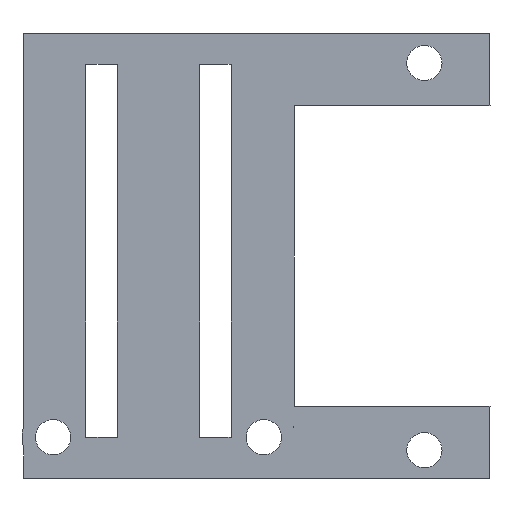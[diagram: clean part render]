
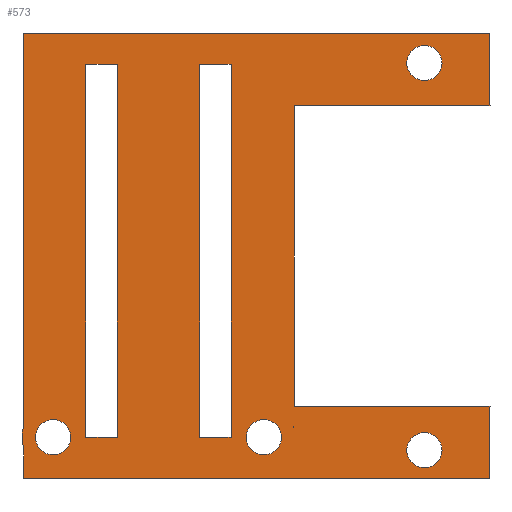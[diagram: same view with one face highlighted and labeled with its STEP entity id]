
A CAD part, front view. The second image highlights one B-rep face of the part: STEP entity #573.
In plain terms, the highlighted planar face has unit normal (0, -1, 0).
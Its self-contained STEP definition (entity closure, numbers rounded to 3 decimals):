
#21=FACE_BOUND('',#65,.T.);
#22=FACE_BOUND('',#66,.T.);
#23=FACE_BOUND('',#67,.T.);
#24=FACE_BOUND('',#68,.T.);
#25=FACE_BOUND('',#69,.T.);
#26=FACE_BOUND('',#70,.T.);
#27=FACE_BOUND('',#71,.T.);
#35=FACE_OUTER_BOUND('',#64,.T.);
#64=EDGE_LOOP('',(#388,#389,#390,#391,#392,#393,#394,#395,#396,#397));
#65=EDGE_LOOP('',(#398));
#66=EDGE_LOOP('',(#399));
#67=EDGE_LOOP('',(#400,#401,#402,#403));
#68=EDGE_LOOP('',(#404,#405,#406,#407));
#69=EDGE_LOOP('',(#408));
#70=EDGE_LOOP('',(#409));
#71=EDGE_LOOP('',(#410,#411,#412));
#107=CIRCLE('',#605,3.);
#108=CIRCLE('',#606,1.7);
#109=CIRCLE('',#607,1.7);
#110=CIRCLE('',#608,1.7);
#111=CIRCLE('',#609,1.7);
#112=CIRCLE('',#610,3.);
#123=LINE('',#810,#188);
#124=LINE('',#812,#189);
#125=LINE('',#814,#190);
#126=LINE('',#816,#191);
#127=LINE('',#820,#192);
#128=LINE('',#822,#193);
#129=LINE('',#824,#194);
#130=LINE('',#826,#195);
#131=LINE('',#827,#196);
#132=LINE('',#834,#197);
#133=LINE('',#836,#198);
#134=LINE('',#838,#199);
#135=LINE('',#839,#200);
#136=LINE('',#842,#201);
#137=LINE('',#844,#202);
#138=LINE('',#846,#203);
#139=LINE('',#847,#204);
#140=LINE('',#854,#205);
#141=LINE('',#857,#206);
#188=VECTOR('',#653,10.);
#189=VECTOR('',#654,10.);
#190=VECTOR('',#655,10.);
#191=VECTOR('',#656,10.);
#192=VECTOR('',#659,10.);
#193=VECTOR('',#660,10.);
#194=VECTOR('',#661,10.);
#195=VECTOR('',#662,10.);
#196=VECTOR('',#663,10.);
#197=VECTOR('',#668,10.);
#198=VECTOR('',#669,10.);
#199=VECTOR('',#670,10.);
#200=VECTOR('',#671,10.);
#201=VECTOR('',#672,10.);
#202=VECTOR('',#673,10.);
#203=VECTOR('',#674,10.);
#204=VECTOR('',#675,10.);
#205=VECTOR('',#680,10.);
#206=VECTOR('',#683,10.);
#253=VERTEX_POINT('',#808);
#254=VERTEX_POINT('',#809);
#255=VERTEX_POINT('',#811);
#256=VERTEX_POINT('',#813);
#257=VERTEX_POINT('',#815);
#258=VERTEX_POINT('',#817);
#259=VERTEX_POINT('',#819);
#260=VERTEX_POINT('',#821);
#261=VERTEX_POINT('',#823);
#262=VERTEX_POINT('',#825);
#263=VERTEX_POINT('',#828);
#264=VERTEX_POINT('',#830);
#265=VERTEX_POINT('',#832);
#266=VERTEX_POINT('',#833);
#267=VERTEX_POINT('',#835);
#268=VERTEX_POINT('',#837);
#269=VERTEX_POINT('',#840);
#270=VERTEX_POINT('',#841);
#271=VERTEX_POINT('',#843);
#272=VERTEX_POINT('',#845);
#273=VERTEX_POINT('',#848);
#274=VERTEX_POINT('',#850);
#275=VERTEX_POINT('',#852);
#276=VERTEX_POINT('',#853);
#277=VERTEX_POINT('',#855);
#307=EDGE_CURVE('',#253,#254,#123,.T.);
#308=EDGE_CURVE('',#255,#254,#124,.T.);
#309=EDGE_CURVE('',#256,#255,#125,.T.);
#310=EDGE_CURVE('',#256,#257,#126,.T.);
#311=EDGE_CURVE('',#257,#258,#107,.T.);
#312=EDGE_CURVE('',#258,#259,#127,.T.);
#313=EDGE_CURVE('',#259,#260,#128,.T.);
#314=EDGE_CURVE('',#261,#260,#129,.T.);
#315=EDGE_CURVE('',#261,#262,#130,.T.);
#316=EDGE_CURVE('',#253,#262,#131,.T.);
#317=EDGE_CURVE('',#263,#263,#108,.T.);
#318=EDGE_CURVE('',#264,#264,#109,.T.);
#319=EDGE_CURVE('',#265,#266,#132,.T.);
#320=EDGE_CURVE('',#266,#267,#133,.T.);
#321=EDGE_CURVE('',#267,#268,#134,.T.);
#322=EDGE_CURVE('',#268,#265,#135,.T.);
#323=EDGE_CURVE('',#269,#270,#136,.T.);
#324=EDGE_CURVE('',#270,#271,#137,.T.);
#325=EDGE_CURVE('',#271,#272,#138,.T.);
#326=EDGE_CURVE('',#272,#269,#139,.T.);
#327=EDGE_CURVE('',#273,#273,#110,.T.);
#328=EDGE_CURVE('',#274,#274,#111,.T.);
#329=EDGE_CURVE('',#275,#276,#140,.T.);
#330=EDGE_CURVE('',#275,#277,#112,.T.);
#331=EDGE_CURVE('',#277,#276,#141,.T.);
#388=ORIENTED_EDGE('',*,*,#307,.T.);
#389=ORIENTED_EDGE('',*,*,#308,.F.);
#390=ORIENTED_EDGE('',*,*,#309,.F.);
#391=ORIENTED_EDGE('',*,*,#310,.T.);
#392=ORIENTED_EDGE('',*,*,#311,.T.);
#393=ORIENTED_EDGE('',*,*,#312,.T.);
#394=ORIENTED_EDGE('',*,*,#313,.T.);
#395=ORIENTED_EDGE('',*,*,#314,.F.);
#396=ORIENTED_EDGE('',*,*,#315,.T.);
#397=ORIENTED_EDGE('',*,*,#316,.F.);
#398=ORIENTED_EDGE('',*,*,#317,.T.);
#399=ORIENTED_EDGE('',*,*,#318,.T.);
#400=ORIENTED_EDGE('',*,*,#319,.T.);
#401=ORIENTED_EDGE('',*,*,#320,.T.);
#402=ORIENTED_EDGE('',*,*,#321,.T.);
#403=ORIENTED_EDGE('',*,*,#322,.T.);
#404=ORIENTED_EDGE('',*,*,#323,.T.);
#405=ORIENTED_EDGE('',*,*,#324,.T.);
#406=ORIENTED_EDGE('',*,*,#325,.T.);
#407=ORIENTED_EDGE('',*,*,#326,.T.);
#408=ORIENTED_EDGE('',*,*,#327,.T.);
#409=ORIENTED_EDGE('',*,*,#328,.T.);
#410=ORIENTED_EDGE('',*,*,#329,.F.);
#411=ORIENTED_EDGE('',*,*,#330,.T.);
#412=ORIENTED_EDGE('',*,*,#331,.T.);
#550=PLANE('',#604);
#573=ADVANCED_FACE('',(#35,#21,#22,#23,#24,#25,#26,#27),#550,.F.);
#604=AXIS2_PLACEMENT_3D('',#807,#651,#652);
#605=AXIS2_PLACEMENT_3D('',#818,#657,#658);
#606=AXIS2_PLACEMENT_3D('',#829,#664,#665);
#607=AXIS2_PLACEMENT_3D('',#831,#666,#667);
#608=AXIS2_PLACEMENT_3D('',#849,#676,#677);
#609=AXIS2_PLACEMENT_3D('',#851,#678,#679);
#610=AXIS2_PLACEMENT_3D('',#856,#681,#682);
#651=DIRECTION('center_axis',(0.,1.,0.));
#652=DIRECTION('ref_axis',(0.,0.,1.));
#653=DIRECTION('',(1.,0.,0.));
#654=DIRECTION('',(0.,0.,-1.));
#655=DIRECTION('',(1.,0.,0.));
#656=DIRECTION('',(0.,0.,-1.));
#657=DIRECTION('center_axis',(0.,-1.,0.));
#658=DIRECTION('ref_axis',(0.,0.,1.));
#659=DIRECTION('',(0.,0.,-1.));
#660=DIRECTION('',(1.,0.,0.));
#661=DIRECTION('',(0.,0.,-1.));
#662=DIRECTION('',(-1.,0.,0.));
#663=DIRECTION('',(0.,0.,-1.));
#664=DIRECTION('center_axis',(0.,1.,0.));
#665=DIRECTION('ref_axis',(-1.,0.,0.));
#666=DIRECTION('center_axis',(0.,1.,0.));
#667=DIRECTION('ref_axis',(-1.,0.,0.));
#668=DIRECTION('',(0.,0.,1.));
#669=DIRECTION('',(1.,0.,0.));
#670=DIRECTION('',(0.,0.,-1.));
#671=DIRECTION('',(-1.,0.,0.));
#672=DIRECTION('',(0.,0.,1.));
#673=DIRECTION('',(1.,0.,0.));
#674=DIRECTION('',(0.,0.,-1.));
#675=DIRECTION('',(-1.,0.,0.));
#676=DIRECTION('center_axis',(0.,1.,0.));
#677=DIRECTION('ref_axis',(0.,0.,1.));
#678=DIRECTION('center_axis',(0.,1.,0.));
#679=DIRECTION('ref_axis',(0.,0.,1.));
#680=DIRECTION('',(0.,0.,1.));
#681=DIRECTION('center_axis',(0.,-1.,0.));
#682=DIRECTION('ref_axis',(0.,0.,1.));
#683=DIRECTION('',(1.,0.,0.));
#807=CARTESIAN_POINT('Origin',(-70.025,4.,-56.1));
#808=CARTESIAN_POINT('',(-56.925,4.,-42.09));
#809=CARTESIAN_POINT('',(-38.025,4.,-42.09));
#810=CARTESIAN_POINT('',(-55.275,4.,-42.09));
#811=CARTESIAN_POINT('',(-38.025,4.,-35.1));
#812=CARTESIAN_POINT('',(-38.025,4.,-38.09));
#813=CARTESIAN_POINT('',(-83.025,4.,-35.1));
#814=CARTESIAN_POINT('',(-57.025,4.,-35.1));
#815=CARTESIAN_POINT('',(-83.025,4.,-73.09));
#816=CARTESIAN_POINT('',(-83.025,4.,-38.1));
#817=CARTESIAN_POINT('',(-83.025,4.,-75.11));
#818=CARTESIAN_POINT('Origin',(-80.2,4.,-74.1));
#819=CARTESIAN_POINT('',(-83.025,4.,-78.1));
#820=CARTESIAN_POINT('',(-83.025,4.,-78.1));
#821=CARTESIAN_POINT('',(-38.025,4.,-78.1));
#822=CARTESIAN_POINT('',(-63.025,4.,-78.1));
#823=CARTESIAN_POINT('',(-38.025,4.,-71.11));
#824=CARTESIAN_POINT('',(-38.025,4.,-38.09));
#825=CARTESIAN_POINT('',(-56.925,4.,-71.11));
#826=CARTESIAN_POINT('',(-55.275,4.,-71.11));
#827=CARTESIAN_POINT('',(-56.925,4.,-78.1));
#828=CARTESIAN_POINT('',(-42.654,4.,-37.974));
#829=CARTESIAN_POINT('Origin',(-44.354,4.,-37.974));
#830=CARTESIAN_POINT('',(-42.654,4.,-75.354));
#831=CARTESIAN_POINT('Origin',(-44.354,4.,-75.354));
#832=CARTESIAN_POINT('',(-77.025,4.,-74.1));
#833=CARTESIAN_POINT('',(-77.025,4.,-38.1));
#834=CARTESIAN_POINT('',(-77.025,4.,-34.1));
#835=CARTESIAN_POINT('',(-74.025,4.,-38.1));
#836=CARTESIAN_POINT('',(-57.025,4.,-38.1));
#837=CARTESIAN_POINT('',(-74.025,4.,-74.1));
#838=CARTESIAN_POINT('',(-74.025,4.,-74.1));
#839=CARTESIAN_POINT('',(-83.025,4.,-74.1));
#840=CARTESIAN_POINT('',(-66.025,4.,-74.1));
#841=CARTESIAN_POINT('',(-66.025,4.,-38.1));
#842=CARTESIAN_POINT('',(-66.025,4.,-74.1));
#843=CARTESIAN_POINT('',(-63.025,4.,-38.1));
#844=CARTESIAN_POINT('',(-57.025,4.,-38.1));
#845=CARTESIAN_POINT('',(-63.025,4.,-74.1));
#846=CARTESIAN_POINT('',(-63.025,4.,-34.1));
#847=CARTESIAN_POINT('',(-83.025,4.,-74.1));
#848=CARTESIAN_POINT('',(-80.2,4.,-75.8));
#849=CARTESIAN_POINT('Origin',(-80.2,4.,-74.1));
#850=CARTESIAN_POINT('',(-59.85,4.,-75.8));
#851=CARTESIAN_POINT('Origin',(-59.85,4.,-74.1));
#852=CARTESIAN_POINT('',(-57.018,4.,-73.11));
#853=CARTESIAN_POINT('',(-57.018,4.,-73.09));
#854=CARTESIAN_POINT('',(-57.018,4.,-73.11));
#855=CARTESIAN_POINT('',(-57.025,4.,-73.09));
#856=CARTESIAN_POINT('Origin',(-59.85,4.,-74.1));
#857=CARTESIAN_POINT('',(-57.025,4.,-73.09));
